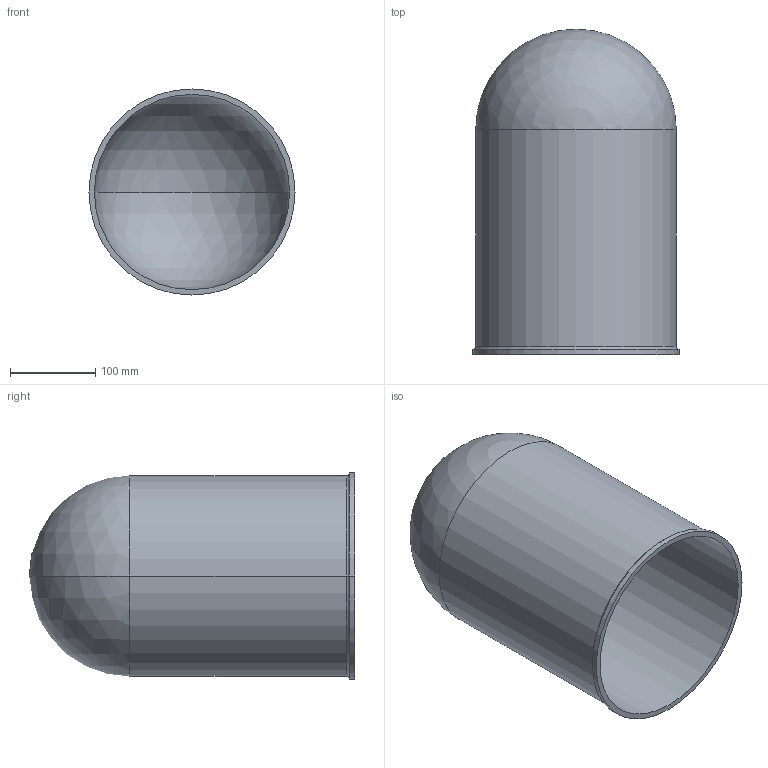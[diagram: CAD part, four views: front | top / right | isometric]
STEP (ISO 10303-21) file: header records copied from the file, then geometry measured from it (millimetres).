
FILE_DESCRIPTION (( 'STEP AP203' ), '1' );
FILE_NAME ('Chamber.STEP', '2021-10-25T17:57:05', ( '' ), ( '' ), 'SwSTEP 2.0', 'SolidWorks 2020', '' );
FILE_SCHEMA (( 'CONFIG_CONTROL_DESIGN' ));
Length unit declared in the file: inch
Products named in the file (1): Chamber
Bounding box: 241.3 x 381 x 241.3 mm (x, y, z)
Volume: 893851.5 mm3; surface area: 558752.1 mm2
Topology: 1 solids, 1 shells, 13 faces, 32 edges, 18 vertices
Faces by surface type: cylinder 6, sphere 4, torus 2, plane 1
Entity records: 407 total; most frequent: DIRECTION 70, CARTESIAN_POINT 52, ORIENTED_EDGE 48, AXIS2_PLACEMENT_3D 32, EDGE_CURVE 24, CIRCLE 18, EDGE_LOOP 14, VERTEX_POINT 14
